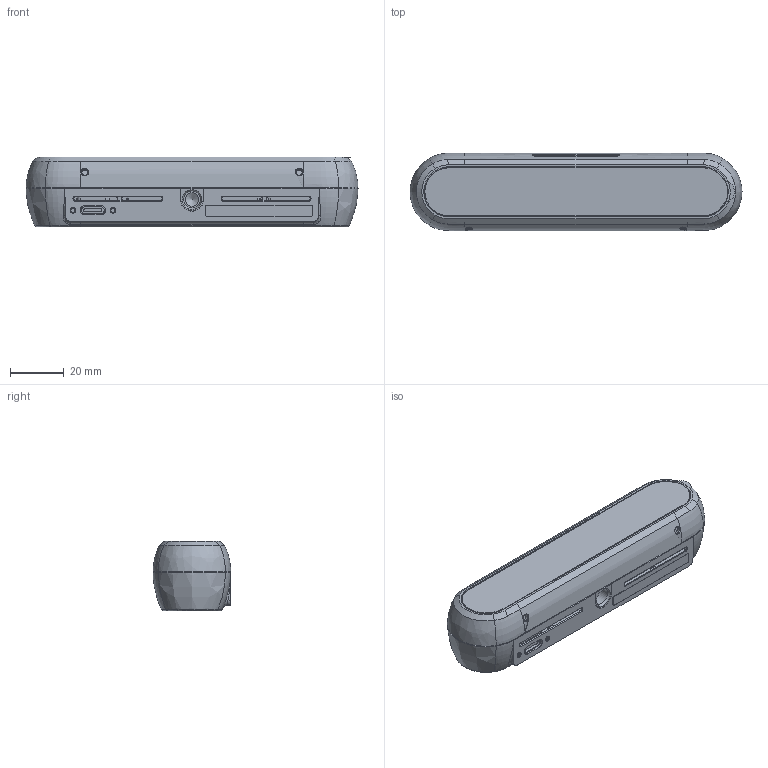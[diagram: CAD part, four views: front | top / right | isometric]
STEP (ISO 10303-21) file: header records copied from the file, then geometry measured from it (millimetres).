
FILE_DESCRIPTION(/* description */ ('Generic Part'),/* implementation_level */ '2;1');
FILE_NAME(/* name */ 'intel_realsense_d455_3d-model.step',/* time_stamp */ '2024-11-14T23:12:21Z',/* author */ (''),/* organization */ (''),/* preprocessor_version */ 'ST-DEVELOPER v20',/* originating_system */ 'Autodesk Translation Framework v13.20.0.188',/* authorisation */ '');
FILE_SCHEMA (('AUTOMOTIVE_DESIGN { 1 0 10303 214 3 1 1 }'));
Products named in the file (1): D455_Solid
Bounding box: 124 x 29.08 x 26 mm (x, y, z)
Volume: 80548.5 mm3; surface area: 18496.6 mm2
Topology: 2 solids, 2 shells, 351 faces, 882 edges, 560 vertices
Faces by surface type: cylinder 124, plane 115, bspline 86, cone 22, sphere 2, torus 2
Full cylindrical faces by diameter (mm): 1 x1, 2.1 x8, 2.3 x4, 3.2 x2, 4.216 x8, 5.105 x1, 6.35 x1
Entity records: 43225 total; most frequent: CARTESIAN_POINT 35302, ORIENTED_EDGE 1758, DIRECTION 1427, EDGE_CURVE 879, VERTEX_POINT 560, AXIS2_PLACEMENT_3D 497, LINE 433, VECTOR 433
